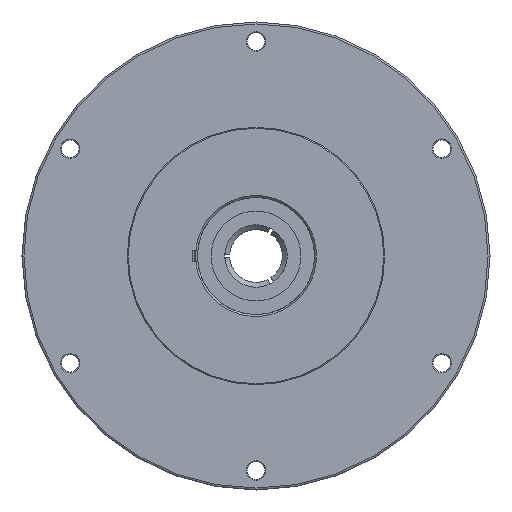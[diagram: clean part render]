
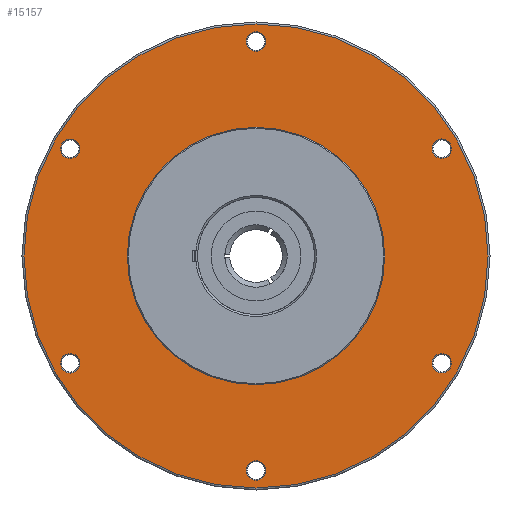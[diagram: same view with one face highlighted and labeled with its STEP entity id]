
A CAD part, front view. The second image highlights one B-rep face of the part: STEP entity #15157.
In plain terms, the highlighted planar face has unit normal (0, -1, 0).
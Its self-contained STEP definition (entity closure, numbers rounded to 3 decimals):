
#1791 = AXIS2_PLACEMENT_3D ( 'NONE', #58604, #29868, #46544 ) ;
#3482 = DIRECTION ( 'NONE',  ( 0., 1., 0. ) ) ;
#3689 = AXIS2_PLACEMENT_3D ( 'NONE', #32038, #12622, #70055 ) ;
#4138 = CARTESIAN_POINT ( 'NONE',  ( 0., 0., 0. ) ) ;
#5407 = AXIS2_PLACEMENT_3D ( 'NONE', #59611, #19553, #54696 ) ;
#8479 = CARTESIAN_POINT ( 'NONE',  ( 0., 0., -105. ) ) ;
#8786 = EDGE_LOOP ( 'NONE', ( #65993 ) ) ;
#9636 = CIRCLE ( 'NONE', #45912, 5. ) ;
#10123 = DIRECTION ( 'NONE',  ( 0., 1., 0. ) ) ;
#10318 = EDGE_LOOP ( 'NONE', ( #71681 ) ) ;
#12622 = DIRECTION ( 'NONE',  ( 0., 1., 0. ) ) ;
#12727 = CARTESIAN_POINT ( 'NONE',  ( 95.263, 0., 60. ) ) ;
#13772 = CIRCLE ( 'NONE', #69299, 5. ) ;
#14503 = EDGE_LOOP ( 'NONE', ( #51319 ) ) ;
#14927 = VERTEX_POINT ( 'NONE', #8479 ) ;
#15109 = CARTESIAN_POINT ( 'NONE',  ( -120., 0., 0. ) ) ;
#15157 = ADVANCED_FACE ( 'NONE', ( #53689, #48034, #25689, #66163, #19664, #27554, #20786, #72943 ), #44972, .F. ) ;
#15457 = CARTESIAN_POINT ( 'NONE',  ( 0., 0., 110. ) ) ;
#17408 = EDGE_LOOP ( 'NONE', ( #73766 ) ) ;
#17668 = CARTESIAN_POINT ( 'NONE',  ( 0., 0., 115. ) ) ;
#19553 = DIRECTION ( 'NONE',  ( 0., 1., 0. ) ) ;
#19664 = FACE_BOUND ( 'NONE', #8786, .T. ) ;
#20786 = FACE_OUTER_BOUND ( 'NONE', #72320, .T. ) ;
#20983 = VERTEX_POINT ( 'NONE', #31948 ) ;
#22785 = EDGE_LOOP ( 'NONE', ( #27849 ) ) ;
#25087 = CARTESIAN_POINT ( 'NONE',  ( 95.263, 0., -55. ) ) ;
#25689 = FACE_BOUND ( 'NONE', #10318, .T. ) ;
#26795 = CIRCLE ( 'NONE', #61837, 51.5 ) ;
#27554 = FACE_BOUND ( 'NONE', #30909, .T. ) ;
#27849 = ORIENTED_EDGE ( 'NONE', *, *, #56027, .T. ) ;
#28129 = VERTEX_POINT ( 'NONE', #55760 ) ;
#29730 = EDGE_CURVE ( 'NONE', #64886, #64886, #13772, .T. ) ;
#29868 = DIRECTION ( 'NONE',  ( 0., -1., 0. ) ) ;
#29898 = CIRCLE ( 'NONE', #72134, 5. ) ;
#30909 = EDGE_LOOP ( 'NONE', ( #36969 ) ) ;
#31209 = VERTEX_POINT ( 'NONE', #72385 ) ;
#31948 = CARTESIAN_POINT ( 'NONE',  ( -95.263, 0., 60. ) ) ;
#32038 = CARTESIAN_POINT ( 'NONE',  ( 0., 0., -110. ) ) ;
#33015 = EDGE_LOOP ( 'NONE', ( #69053 ) ) ;
#34162 = VERTEX_POINT ( 'NONE', #45573 ) ;
#36969 = ORIENTED_EDGE ( 'NONE', *, *, #38608, .T. ) ;
#37994 = CIRCLE ( 'NONE', #5407, 5. ) ;
#38013 = CIRCLE ( 'NONE', #1791, 119. ) ;
#38608 = EDGE_CURVE ( 'NONE', #58455, #58455, #29898, .T. ) ;
#38843 = AXIS2_PLACEMENT_3D ( 'NONE', #15109, #50268, #44615 ) ;
#38860 = DIRECTION ( 'NONE',  ( 0., 1., 0. ) ) ;
#41456 = ORIENTED_EDGE ( 'NONE', *, *, #63087, .T. ) ;
#44384 = AXIS2_PLACEMENT_3D ( 'NONE', #25087, #48160, #56064 ) ;
#44615 = DIRECTION ( 'NONE',  ( 0., 0., 1. ) ) ;
#44972 = PLANE ( 'NONE',  #38843 ) ;
#45573 = CARTESIAN_POINT ( 'NONE',  ( 95.263, 0., -50. ) ) ;
#45700 = DIRECTION ( 'NONE',  ( 0., 0., 1. ) ) ;
#45912 = AXIS2_PLACEMENT_3D ( 'NONE', #65525, #3482, #66650 ) ;
#46544 = DIRECTION ( 'NONE',  ( 0., 0., 1. ) ) ;
#48034 = FACE_BOUND ( 'NONE', #22785, .T. ) ;
#48160 = DIRECTION ( 'NONE',  ( 0., 1., 0. ) ) ;
#50268 = DIRECTION ( 'NONE',  ( 0., 1., 0. ) ) ;
#50667 = EDGE_CURVE ( 'NONE', #20983, #20983, #9636, .T. ) ;
#51319 = ORIENTED_EDGE ( 'NONE', *, *, #53363, .T. ) ;
#53363 = EDGE_CURVE ( 'NONE', #31209, #31209, #26795, .T. ) ;
#53689 = FACE_BOUND ( 'NONE', #17408, .T. ) ;
#54696 = DIRECTION ( 'NONE',  ( 0., 0., 1. ) ) ;
#55760 = CARTESIAN_POINT ( 'NONE',  ( -95.263, 0., -50. ) ) ;
#56027 = EDGE_CURVE ( 'NONE', #14927, #14927, #68920, .T. ) ;
#56064 = DIRECTION ( 'NONE',  ( 0., 0., 1. ) ) ;
#58455 = VERTEX_POINT ( 'NONE', #17668 ) ;
#58604 = CARTESIAN_POINT ( 'NONE',  ( 0., 0., 0. ) ) ;
#59611 = CARTESIAN_POINT ( 'NONE',  ( -95.263, 0., -55. ) ) ;
#61630 = DIRECTION ( 'NONE',  ( 0., 0., 1. ) ) ;
#61837 = AXIS2_PLACEMENT_3D ( 'NONE', #4138, #72222, #61630 ) ;
#62178 = VERTEX_POINT ( 'NONE', #62902 ) ;
#62902 = CARTESIAN_POINT ( 'NONE',  ( 0., 0., 119. ) ) ;
#63087 = EDGE_CURVE ( 'NONE', #62178, #62178, #38013, .T. ) ;
#64886 = VERTEX_POINT ( 'NONE', #12727 ) ;
#65525 = CARTESIAN_POINT ( 'NONE',  ( -95.263, 0., 55. ) ) ;
#65993 = ORIENTED_EDGE ( 'NONE', *, *, #29730, .T. ) ;
#66163 = FACE_BOUND ( 'NONE', #33015, .T. ) ;
#66542 = EDGE_CURVE ( 'NONE', #34162, #34162, #67303, .T. ) ;
#66650 = DIRECTION ( 'NONE',  ( 0., 0., 1. ) ) ;
#67303 = CIRCLE ( 'NONE', #44384, 5. ) ;
#67609 = DIRECTION ( 'NONE',  ( 0., 0., 1. ) ) ;
#68920 = CIRCLE ( 'NONE', #3689, 5. ) ;
#69053 = ORIENTED_EDGE ( 'NONE', *, *, #50667, .T. ) ;
#69299 = AXIS2_PLACEMENT_3D ( 'NONE', #73285, #10123, #67609 ) ;
#70055 = DIRECTION ( 'NONE',  ( 0., 0., 1. ) ) ;
#71345 = EDGE_CURVE ( 'NONE', #28129, #28129, #37994, .T. ) ;
#71681 = ORIENTED_EDGE ( 'NONE', *, *, #71345, .T. ) ;
#72134 = AXIS2_PLACEMENT_3D ( 'NONE', #15457, #38860, #45700 ) ;
#72222 = DIRECTION ( 'NONE',  ( 0., 1., 0. ) ) ;
#72320 = EDGE_LOOP ( 'NONE', ( #41456 ) ) ;
#72385 = CARTESIAN_POINT ( 'NONE',  ( 0., 0., 51.5 ) ) ;
#72943 = FACE_BOUND ( 'NONE', #14503, .T. ) ;
#73285 = CARTESIAN_POINT ( 'NONE',  ( 95.263, 0., 55. ) ) ;
#73766 = ORIENTED_EDGE ( 'NONE', *, *, #66542, .T. ) ;
